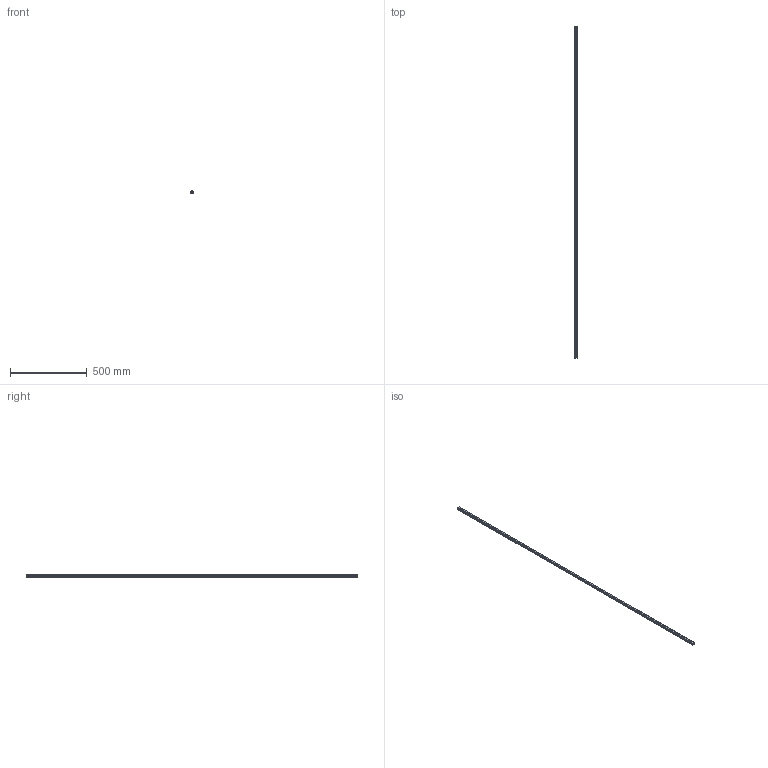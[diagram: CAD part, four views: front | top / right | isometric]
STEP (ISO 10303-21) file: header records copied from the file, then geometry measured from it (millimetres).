
FILE_DESCRIPTION(('STEP AP214'),'1');
FILE_NAME('cctmp_EFFF147D-5E7C-46C4-A8BC-CBAD8A4D33C3_2021_01_19_14_43_57_0992..stp','2021-01-19T13:43:58',('HIWIN GmbH'),('CADClick - www.CADClick.com'),'Spatial InterOp 3D',' ','unknown authorization');
FILE_SCHEMA(('AUTOMOTIVE_DESIGN'));
Length unit declared in the file: millimetre
Products named in the file (1): HGR15T2170C_FILE
Bounding box: 15 x 2170 x 15 mm (x, y, z)
Volume: 407357.2 mm3; surface area: 137728.7 mm2
Topology: 1 solids, 1 shells, 259 faces, 687 edges, 398 vertices
Faces by surface type: cylinder 98, plane 89, cone 72
Entity records: 9553 total; most frequent: DIRECTION 1331, CARTESIAN_POINT 1273, ORIENTED_EDGE 1230, EDGE_CURVE 615, AXIS2_PLACEMENT_3D 456, LINE 419, VECTOR 419, VERTEX_POINT 398
